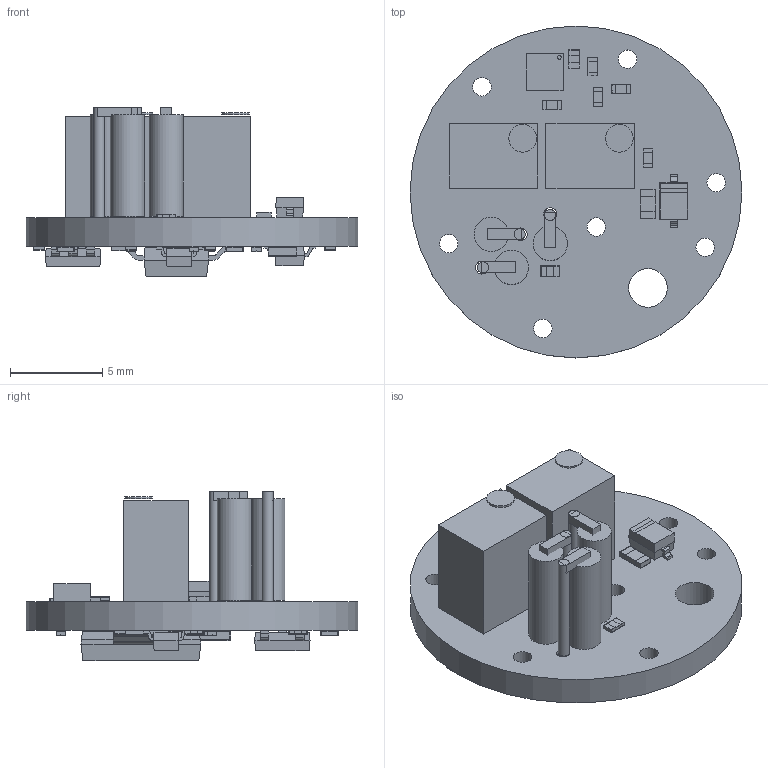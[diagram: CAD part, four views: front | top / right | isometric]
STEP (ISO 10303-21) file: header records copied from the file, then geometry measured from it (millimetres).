
FILE_DESCRIPTION(('Open CASCADE Model'),'2;1');
FILE_NAME('Open CASCADE Shape Model','2024-06-05T22:16:48',('Author'),( 'Open CASCADE'),'Open CASCADE STEP processor 7.5','Open CASCADE 7.5' ,'Unknown');
FILE_SCHEMA(('AUTOMOTIVE_DESIGN { 1 0 10303 214 1 1 1 1 }'));
Length unit declared in the file: millimetre
Products named in the file (66): PCB; Board; Open CASCADE STEP translator 7.5 1.1.1; VR2; 6011041776; Cylinder; 6011041616; Extruded; VR1; U4; DFN6_2X2; U3; SOT23-5; U2; U1; 6011277184; T1; 6011263824; R12; RES0402; R11; R10; R9; R8; R7; 6011043376; 6011043216; 6011043056; R6; R5; RES1206; R4; R3; 6011043856; 6011043696; 6011043536; R2; 6011044416; 6011044176; 6011044016 ...
Assembly tree (85 placements, depth 4):
  PCB
    Board
      Open CASCADE STEP translator 7.5 1.1.1
    VR2
      6011041776
        Cylinder
      6011041616
        Extruded
    VR1
      6011041776
        Cylinder
      6011041616
        Extruded
    U4
      DFN6_2X2
    U3
      SOT23-5
    U2
      SOT23-5
    U1
      6011277184
    T1
      6011263824
    R12
      RES0402
    R11
      RES0402
    R10
      RES0402
    R9
      RES0402
    R8
      RES0402
    R7
      6011043376
        Cylinder
      6011043216
        Cylinder
      6011043056
        Extruded
    R6
      RES0402
    R5
      RES1206
    R4
      RES0402
    R3
      6011043856
        Extruded
      6011043696
        Cylinder
      6011043536
        Cylinder
    R2
      6011044416
        Cylinder
      6011044176
        Cylinder
      6011044016
        Extruded
Bounding box: 18 x 18 x 9.18 mm (x, y, z)
Volume: 668.9 mm3; surface area: 1340.2 mm2
Topology: 68 solids, 138 shells, 1128 faces, 2757 edges, 1758 vertices
Faces by surface type: plane 601, bspline 409, cylinder 118
Full cylindrical faces by diameter (mm): 0.6 x3, 0.7 x6, 1 x7, 1.5 x2, 1.86 x3, 2.1 x1, 18 x1
Entity records: 19264 total; most frequent: CARTESIAN_POINT 5031, ORIENTED_EDGE 2542, DIRECTION 2122, EDGE_CURVE 1373, VERTEX_POINT 944, LINE 728, VECTOR 728, AXIS2_PLACEMENT_3D 697
